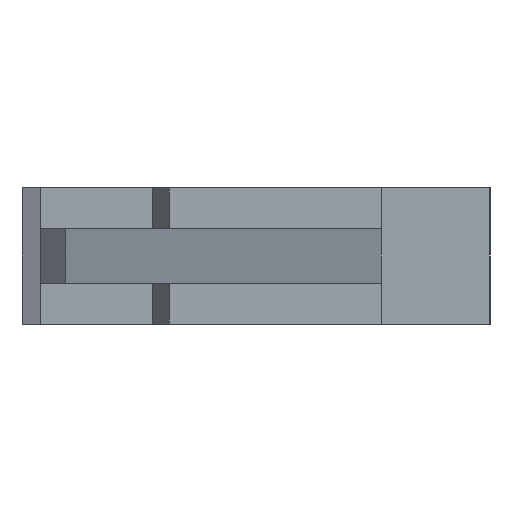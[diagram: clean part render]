
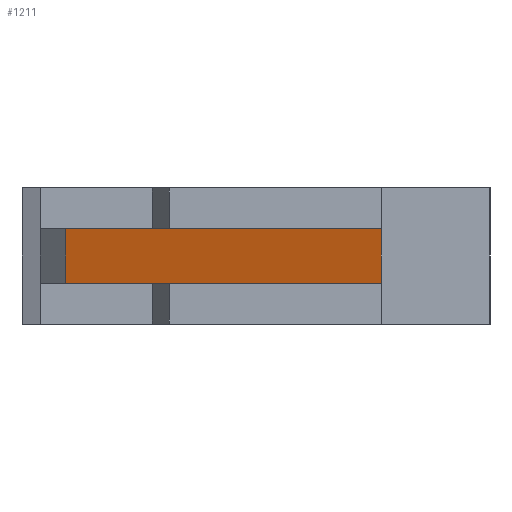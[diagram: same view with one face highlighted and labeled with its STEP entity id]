
A CAD part, left-side view. The second image highlights one B-rep face of the part: STEP entity #1211.
In plain terms, the highlighted planar face has unit normal (-0.937, 0.349, 0).
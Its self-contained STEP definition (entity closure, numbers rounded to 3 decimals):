
#23=FACE_OUTER_BOUND('',#84,.T.);
#84=EDGE_LOOP('',(#818,#819,#820,#821));
#159=LINE('',#1682,#336);
#164=LINE('',#1693,#341);
#165=LINE('',#1694,#342);
#166=LINE('',#1695,#343);
#336=VECTOR('',#1371,10.);
#341=VECTOR('',#1380,10.);
#342=VECTOR('',#1381,10.);
#343=VECTOR('',#1382,10.);
#509=VERTEX_POINT('',#1679);
#510=VERTEX_POINT('',#1681);
#513=VERTEX_POINT('',#1691);
#514=VERTEX_POINT('',#1692);
#631=EDGE_CURVE('',#509,#510,#159,.T.);
#636=EDGE_CURVE('',#513,#514,#164,.T.);
#637=EDGE_CURVE('',#510,#514,#165,.T.);
#638=EDGE_CURVE('',#513,#509,#166,.T.);
#818=ORIENTED_EDGE('',*,*,#636,.T.);
#819=ORIENTED_EDGE('',*,*,#637,.F.);
#820=ORIENTED_EDGE('',*,*,#631,.F.);
#821=ORIENTED_EDGE('',*,*,#638,.F.);
#1150=PLANE('',#1286);
#1211=ADVANCED_FACE('',(#23),#1150,.T.);
#1286=AXIS2_PLACEMENT_3D('',#1690,#1378,#1379);
#1371=DIRECTION('',(-0.349,-0.937,0.));
#1378=DIRECTION('center_axis',(-0.937,0.349,0.));
#1379=DIRECTION('ref_axis',(-0.349,-0.937,0.));
#1380=DIRECTION('',(-0.349,-0.937,0.));
#1381=DIRECTION('',(0.,0.,-1.));
#1382=DIRECTION('',(0.,0.,1.));
#1679=CARTESIAN_POINT('',(-40.696,6.571,3.5));
#1681=CARTESIAN_POINT('',(-45.,-5.,3.5));
#1682=CARTESIAN_POINT('',(-40.696,6.571,3.5));
#1690=CARTESIAN_POINT('Origin',(-40.696,6.571,1.5));
#1691=CARTESIAN_POINT('',(-40.696,6.571,1.5));
#1692=CARTESIAN_POINT('',(-45.,-5.,1.5));
#1693=CARTESIAN_POINT('',(-40.696,6.571,1.5));
#1694=CARTESIAN_POINT('',(-45.,-5.,0.75));
#1695=CARTESIAN_POINT('',(-40.696,6.571,1.5));
